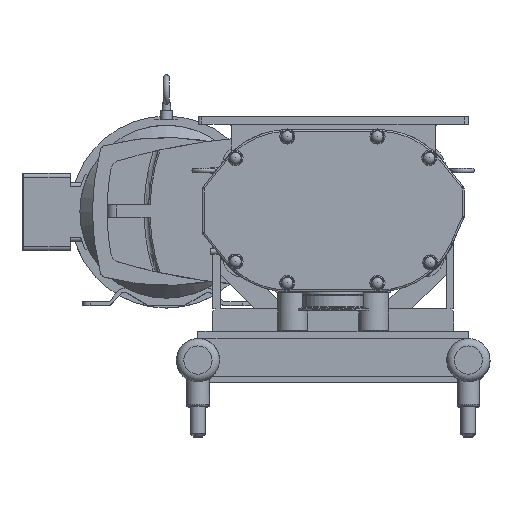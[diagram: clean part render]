
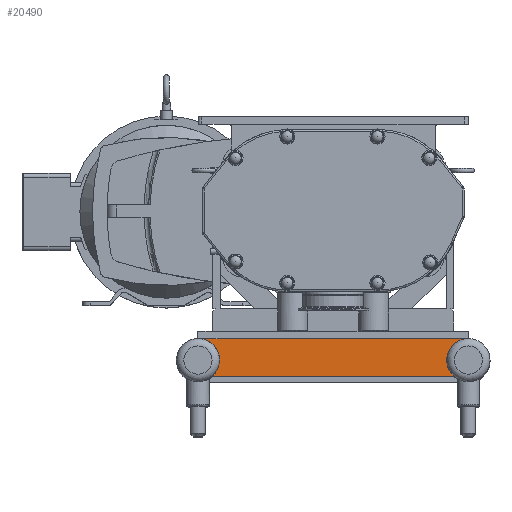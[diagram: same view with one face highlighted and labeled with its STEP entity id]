
A CAD part, top view. The second image highlights one B-rep face of the part: STEP entity #20490.
In plain terms, the highlighted planar face has unit normal (0, 0, 1).
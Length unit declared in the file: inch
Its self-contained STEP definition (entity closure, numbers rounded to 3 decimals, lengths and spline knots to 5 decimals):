
#1114=PLANE('',#22631);
#2567=LINE('',#36789,#4104);
#2569=LINE('',#36794,#4106);
#2570=LINE('',#36798,#4107);
#2571=LINE('',#36801,#4108);
#4104=VECTOR('',#28254,0.3937);
#4106=VECTOR('',#28260,0.3937);
#4107=VECTOR('',#28263,0.3937);
#4108=VECTOR('',#28266,0.3937);
#5862=FACE_OUTER_BOUND('',#7078,.T.);
#7078=EDGE_LOOP('',(#18858,#18859,#18860,#18861,#18862,#18863));
#8182=CIRCLE('',#22632,1.44);
#8183=CIRCLE('',#22633,1.44);
#10124=VERTEX_POINT('',#36782);
#10126=VERTEX_POINT('',#36787);
#10127=VERTEX_POINT('',#36793);
#10128=VERTEX_POINT('',#36795);
#10129=VERTEX_POINT('',#36797);
#10130=VERTEX_POINT('',#36799);
#13072=EDGE_CURVE('',#10124,#10126,#2567,.T.);
#13074=EDGE_CURVE('',#10126,#10127,#2569,.T.);
#13075=EDGE_CURVE('',#10127,#10128,#8182,.T.);
#13076=EDGE_CURVE('',#10128,#10129,#2570,.T.);
#13077=EDGE_CURVE('',#10129,#10130,#8183,.T.);
#13078=EDGE_CURVE('',#10130,#10124,#2571,.T.);
#18858=ORIENTED_EDGE('',*,*,#13072,.T.);
#18859=ORIENTED_EDGE('',*,*,#13074,.T.);
#18860=ORIENTED_EDGE('',*,*,#13075,.T.);
#18861=ORIENTED_EDGE('',*,*,#13076,.T.);
#18862=ORIENTED_EDGE('',*,*,#13077,.T.);
#18863=ORIENTED_EDGE('',*,*,#13078,.T.);
#20490=ADVANCED_FACE('',(#5862),#1114,.T.);
#22631=AXIS2_PLACEMENT_3D('',#36792,#28258,#28259);
#22632=AXIS2_PLACEMENT_3D('',#36796,#28261,#28262);
#22633=AXIS2_PLACEMENT_3D('',#36800,#28264,#28265);
#28254=DIRECTION('',(-1.,0.,0.));
#28258=DIRECTION('center_axis',(0.,0.,
1.));
#28259=DIRECTION('ref_axis',(1.,0.,0.));
#28260=DIRECTION('',(0.,-1.,0.));
#28261=DIRECTION('center_axis',(0.,0.,
-1.));
#28262=DIRECTION('ref_axis',(0.677,-0.736,0.));
#28263=DIRECTION('',(1.,0.,0.));
#28264=DIRECTION('center_axis',(0.,0.,
-1.));
#28265=DIRECTION('ref_axis',(-0.257,0.966,0.));
#28266=DIRECTION('',(0.,1.,0.));
#36782=CARTESIAN_POINT('',(8.6275,-8.5,-10.654));
#36787=CARTESIAN_POINT('',(-8.6225,-8.5,-10.654));
#36789=CARTESIAN_POINT('',(-0.00078,-8.5,-10.654));
#36792=CARTESIAN_POINT('Origin',(0.00093,-9.69383,
-10.654));
#36793=CARTESIAN_POINT('',(-8.6225,-8.54854,-10.654));
#36794=CARTESIAN_POINT('',(-8.6225,-8.54854,-10.654));
#36795=CARTESIAN_POINT('',(-8.02782,-10.9975,-10.654));
#36796=CARTESIAN_POINT('Origin',(-9.0025,-9.9375,-10.654));
#36797=CARTESIAN_POINT('',(8.02282,-10.9975,-10.654));
#36798=CARTESIAN_POINT('',(8.02282,-10.9975,-10.654));
#36799=CARTESIAN_POINT('',(8.6275,-8.54585,-10.654));
#36800=CARTESIAN_POINT('Origin',(8.9975,-9.9375,-10.654));
#36801=CARTESIAN_POINT('',(8.6275,-8.4975,-10.654));
